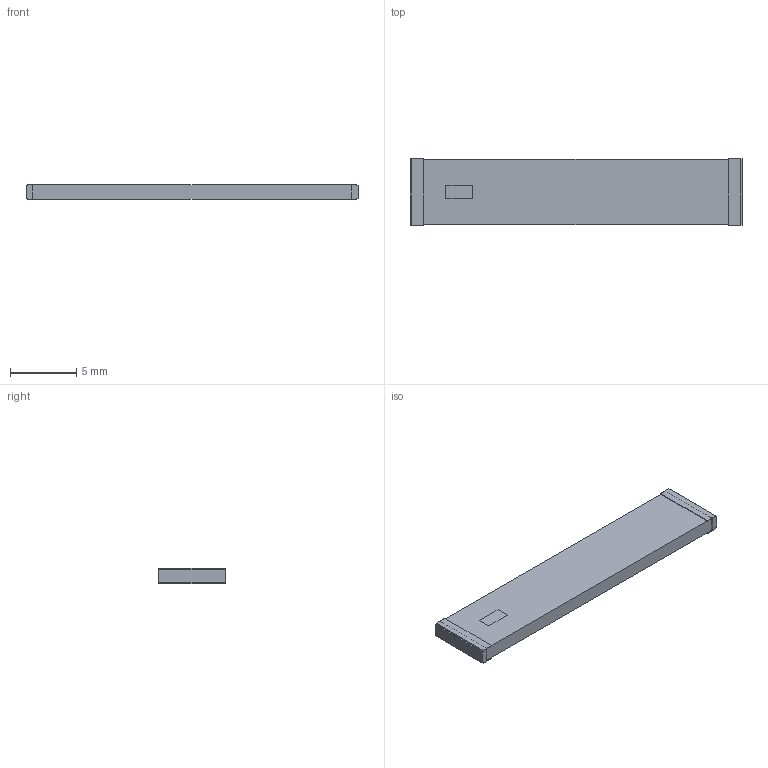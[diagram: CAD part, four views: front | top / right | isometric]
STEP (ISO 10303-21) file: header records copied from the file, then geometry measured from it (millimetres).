
FILE_DESCRIPTION(('STEP AP214'),'1');
FILE_NAME('AE_Wurth_WE-MCA_7488910043.step','2025-03-28T09:59:35',(' '),('ANSOFT Corporation'),'Spatial InterOp 3D',' ',' ');
FILE_SCHEMA(('AUTOMOTIVE_DESIGN { 1 0 10303 214 1 1 1 1 }'));
Length unit declared in the file: millimetre
Products named in the file (1): pad
Bounding box: 25 x 5 x 1.2 mm (x, y, z)
Volume: 137 mm3; surface area: 368.4 mm2
Topology: 4 solids, 4 shells, 45 faces, 108 edges, 72 vertices
Faces by surface type: plane 45
Entity records: 1566 total; most frequent: CARTESIAN_POINT 229, ORIENTED_EDGE 216, DIRECTION 206, EDGE_CURVE 108, LINE 108, VECTOR 108, VERTEX_POINT 72, AXIS2_PLACEMENT_3D 49
